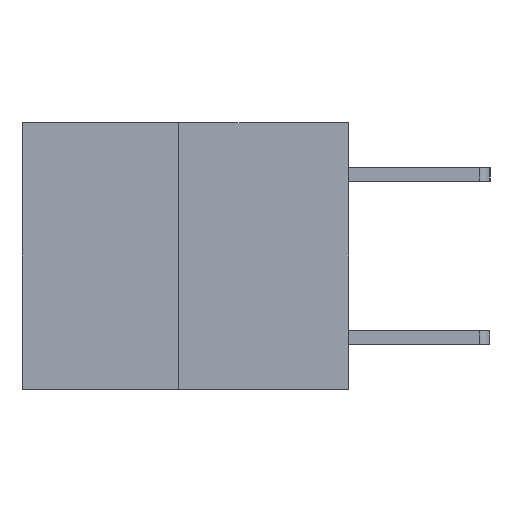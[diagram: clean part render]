
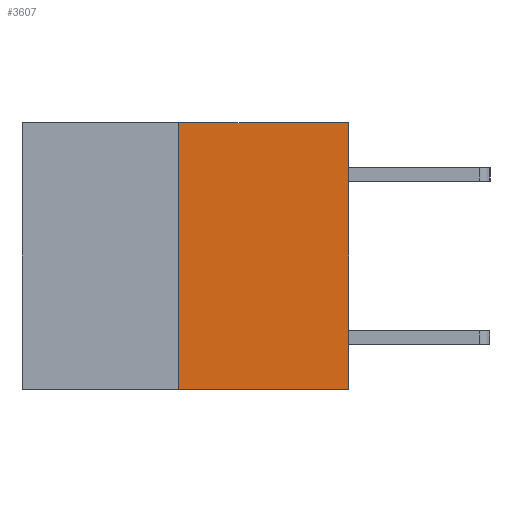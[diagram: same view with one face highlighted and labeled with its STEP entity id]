
A CAD part, left-side view. The second image highlights one B-rep face of the part: STEP entity #3607.
In plain terms, the highlighted planar face has unit normal (-1, 0, 0).
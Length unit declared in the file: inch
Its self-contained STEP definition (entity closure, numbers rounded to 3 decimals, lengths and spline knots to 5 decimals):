
#485 = VERTEX_POINT ( 'NONE', #3632 ) ;
#514 = EDGE_CURVE ( 'NONE', #485, #3416, #2514, .T. ) ;
#1108 = LINE ( 'NONE', #4651, #2922 ) ;
#1253 = CARTESIAN_POINT ( 'NONE',  ( 0., 0., 0. ) ) ;
#1649 = DIRECTION ( 'NONE',  ( 0., 0., -1. ) ) ;
#1895 = ORIENTED_EDGE ( 'NONE', *, *, #514, .F. ) ;
#1951 = AXIS2_PLACEMENT_3D ( 'NONE', #3686, #8286, #1649 ) ;
#2514 = LINE ( 'NONE', #7765, #2834 ) ;
#2834 = VECTOR ( 'NONE', #3453, 39.37008 ) ;
#2922 = VECTOR ( 'NONE', #12163, 39.37008 ) ;
#3416 = VERTEX_POINT ( 'NONE', #7414 ) ;
#3453 = DIRECTION ( 'NONE',  ( 0., 0., 1. ) ) ;
#3607 = ADVANCED_FACE ( 'NONE', ( #3812 ), #6379, .F. ) ;
#3632 = CARTESIAN_POINT ( 'NONE',  ( 0., 0.312, -0.49 ) ) ;
#3686 = CARTESIAN_POINT ( 'NONE',  ( 0., 0.6, 0. ) ) ;
#3812 = FACE_OUTER_BOUND ( 'NONE', #10312, .T. ) ;
#4098 = DIRECTION ( 'NONE',  ( 0., -1., 0. ) ) ;
#4651 = CARTESIAN_POINT ( 'NONE',  ( 0., 0.6, -0.49 ) ) ;
#4768 = ORIENTED_EDGE ( 'NONE', *, *, #6820, .T. ) ;
#4930 = CARTESIAN_POINT ( 'NONE',  ( 0., 0., -0.49 ) ) ;
#5065 = VERTEX_POINT ( 'NONE', #4930 ) ;
#5506 = LINE ( 'NONE', #9733, #10239 ) ;
#6379 = PLANE ( 'NONE',  #1951 ) ;
#6556 = LINE ( 'NONE', #7020, #10426 ) ;
#6820 = EDGE_CURVE ( 'NONE', #485, #5065, #1108, .T. ) ;
#7020 = CARTESIAN_POINT ( 'NONE',  ( 0., 0., 0. ) ) ;
#7098 = ORIENTED_EDGE ( 'NONE', *, *, #7806, .T. ) ;
#7414 = CARTESIAN_POINT ( 'NONE',  ( 0., 0.312, 0. ) ) ;
#7765 = CARTESIAN_POINT ( 'NONE',  ( 0., 0.312, -0.49 ) ) ;
#7806 = EDGE_CURVE ( 'NONE', #5065, #11407, #6556, .T. ) ;
#8286 = DIRECTION ( 'NONE',  ( 1., 0., 0. ) ) ;
#9684 = EDGE_CURVE ( 'NONE', #3416, #11407, #5506, .T. ) ;
#9733 = CARTESIAN_POINT ( 'NONE',  ( 0., 0.6, 0. ) ) ;
#10239 = VECTOR ( 'NONE', #4098, 39.37008 ) ;
#10312 = EDGE_LOOP ( 'NONE', ( #1895, #4768, #7098, #10619 ) ) ;
#10426 = VECTOR ( 'NONE', #10937, 39.37008 ) ;
#10619 = ORIENTED_EDGE ( 'NONE', *, *, #9684, .F. ) ;
#10937 = DIRECTION ( 'NONE',  ( 0., 0., 1. ) ) ;
#11407 = VERTEX_POINT ( 'NONE', #1253 ) ;
#12163 = DIRECTION ( 'NONE',  ( 0., -1., 0. ) ) ;
